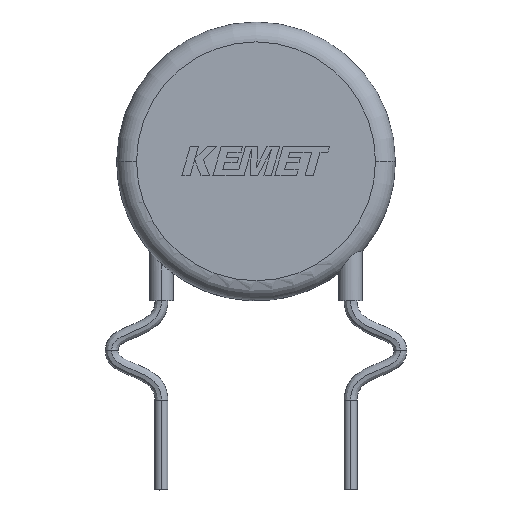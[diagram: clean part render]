
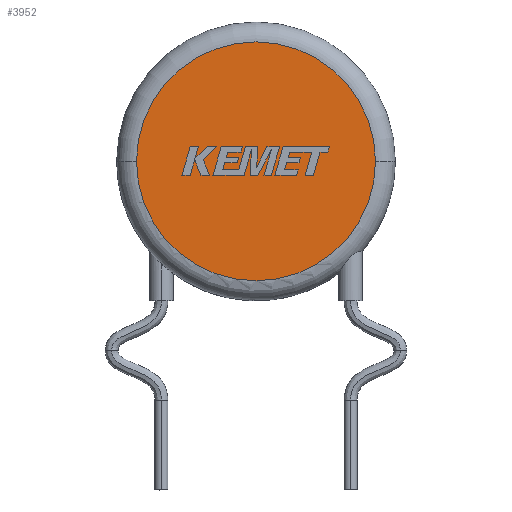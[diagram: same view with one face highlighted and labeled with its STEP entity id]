
A CAD part, top view. The second image highlights one B-rep face of the part: STEP entity #3952.
In plain terms, the highlighted planar face has unit normal (0, 0, 1).
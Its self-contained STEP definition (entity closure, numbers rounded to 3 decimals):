
#154 = DIRECTION ( 'NONE',  ( 0., 0., 1. ) ) ;
#299 = ORIENTED_EDGE ( 'NONE', *, *, #3424, .T. ) ;
#300 = EDGE_CURVE ( 'NONE', #1827, #2052, #3216, .T. ) ;
#723 = AXIS2_PLACEMENT_3D ( 'NONE', #904, #1208, #2429 ) ;
#904 = CARTESIAN_POINT ( 'NONE',  ( 0., 0., 5. ) ) ;
#1160 = CARTESIAN_POINT ( 'NONE',  ( 0., 0., 5. ) ) ;
#1178 = DIRECTION ( 'NONE',  ( 1., 0., 0. ) ) ;
#1208 = DIRECTION ( 'NONE',  ( 0., 0., 1. ) ) ;
#1273 = CARTESIAN_POINT ( 'NONE',  ( -6., 0., 5. ) ) ;
#1409 = CARTESIAN_POINT ( 'NONE',  ( 0., 0., 5. ) ) ;
#1512 = DIRECTION ( 'NONE',  ( 0., 0., 1. ) ) ;
#1738 = FACE_OUTER_BOUND ( 'NONE', #2809, .T. ) ;
#1808 = AXIS2_PLACEMENT_3D ( 'NONE', #1409, #154, #3962 ) ;
#1827 = VERTEX_POINT ( 'NONE', #3265 ) ;
#2052 = VERTEX_POINT ( 'NONE', #1273 ) ;
#2219 = AXIS2_PLACEMENT_3D ( 'NONE', #1160, #1512, #1178 ) ;
#2266 = CIRCLE ( 'NONE', #723, 6. ) ;
#2429 = DIRECTION ( 'NONE',  ( 1., 0., 0. ) ) ;
#2809 = EDGE_LOOP ( 'NONE', ( #3446, #299 ) ) ;
#3216 = CIRCLE ( 'NONE', #1808, 6. ) ;
#3265 = CARTESIAN_POINT ( 'NONE',  ( 6., 0., 5. ) ) ;
#3424 = EDGE_CURVE ( 'NONE', #2052, #1827, #2266, .T. ) ;
#3446 = ORIENTED_EDGE ( 'NONE', *, *, #300, .T. ) ;
#3952 = ADVANCED_FACE ( 'NONE', ( #1738 ), #3989, .T. ) ;
#3962 = DIRECTION ( 'NONE',  ( 1., 0., 0. ) ) ;
#3989 = PLANE ( 'NONE',  #2219 ) ;
